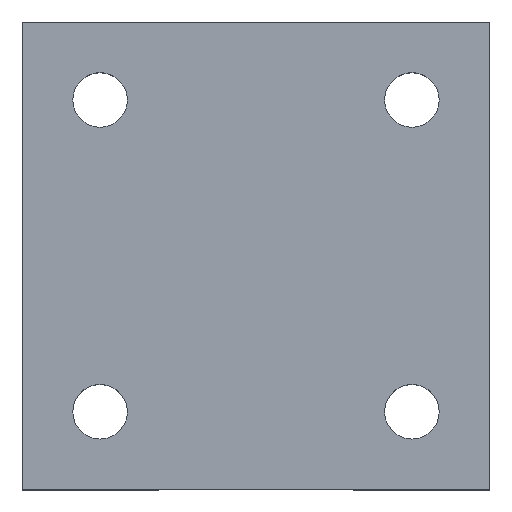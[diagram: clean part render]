
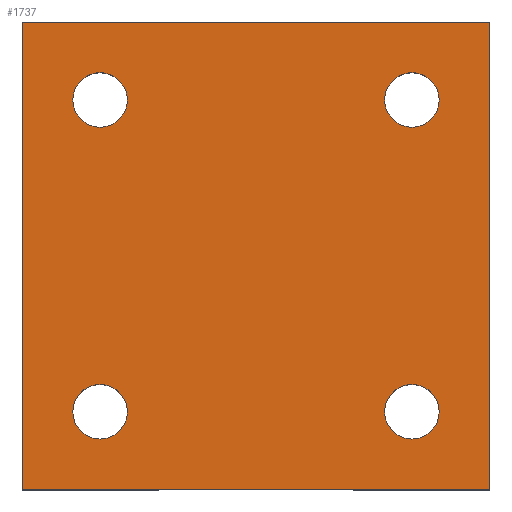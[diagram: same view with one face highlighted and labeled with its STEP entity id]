
A CAD part, top view. The second image highlights one B-rep face of the part: STEP entity #1737.
In plain terms, the highlighted planar face has unit normal (0, 0, 1).
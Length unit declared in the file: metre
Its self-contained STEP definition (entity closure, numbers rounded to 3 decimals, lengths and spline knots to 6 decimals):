
#133=CIRCLE('',#1867,0.00175);
#134=CIRCLE('',#1868,0.00175);
#135=CIRCLE('',#1869,0.00175);
#136=CIRCLE('',#1870,0.00175);
#265=ORIENTED_EDGE('',*,*,#759,.T.);
#266=ORIENTED_EDGE('',*,*,#760,.T.);
#267=ORIENTED_EDGE('',*,*,#761,.T.);
#268=ORIENTED_EDGE('',*,*,#762,.T.);
#269=ORIENTED_EDGE('',*,*,#737,.F.);
#270=ORIENTED_EDGE('',*,*,#754,.T.);
#271=ORIENTED_EDGE('',*,*,#757,.T.);
#272=ORIENTED_EDGE('',*,*,#758,.F.);
#737=EDGE_CURVE('',#990,#991,#1138,.T.);
#754=EDGE_CURVE('',#990,#1001,#1149,.T.);
#757=EDGE_CURVE('',#1001,#1002,#1151,.T.);
#758=EDGE_CURVE('',#991,#1002,#1152,.T.);
#759=EDGE_CURVE('',#1003,#1003,#133,.F.);
#760=EDGE_CURVE('',#1004,#1004,#134,.F.);
#761=EDGE_CURVE('',#1005,#1005,#135,.F.);
#762=EDGE_CURVE('',#1006,#1006,#136,.F.);
#990=VERTEX_POINT('',#2523);
#991=VERTEX_POINT('',#2525);
#1001=VERTEX_POINT('',#2556);
#1002=VERTEX_POINT('',#2561);
#1003=VERTEX_POINT('',#2567);
#1004=VERTEX_POINT('',#2569);
#1005=VERTEX_POINT('',#2571);
#1006=VERTEX_POINT('',#2573);
#1138=LINE('',#2524,#1298);
#1149=LINE('',#2557,#1309);
#1151=LINE('',#2562,#1311);
#1152=LINE('',#2564,#1312);
#1298=VECTOR('',#2021,1.);
#1309=VECTOR('',#2054,1.);
#1311=VECTOR('',#2060,1.);
#1312=VECTOR('',#2063,1.);
#1429=EDGE_LOOP('',(#265));
#1430=EDGE_LOOP('',(#266));
#1431=EDGE_LOOP('',(#267));
#1432=EDGE_LOOP('',(#268));
#1433=EDGE_LOOP('',(#269,#270,#271,#272));
#1561=FACE_BOUND('',#1429,.T.);
#1562=FACE_BOUND('',#1430,.T.);
#1563=FACE_BOUND('',#1431,.T.);
#1564=FACE_BOUND('',#1432,.T.);
#1565=FACE_BOUND('',#1433,.T.);
#1679=PLANE('',#1866);
#1737=ADVANCED_FACE('',(#1561,#1562,#1563,#1564,#1565),#1679,.T.);
#1866=AXIS2_PLACEMENT_3D('',#2565,#2064,#2065);
#1867=AXIS2_PLACEMENT_3D('',#2566,#2066,#2067);
#1868=AXIS2_PLACEMENT_3D('',#2568,#2068,#2069);
#1869=AXIS2_PLACEMENT_3D('',#2570,#2070,#2071);
#1870=AXIS2_PLACEMENT_3D('',#2572,#2072,#2073);
#2021=DIRECTION('',(-1.,0.,0.));
#2054=DIRECTION('',(0.,1.,0.));
#2060=DIRECTION('',(-1.,0.,0.));
#2063=DIRECTION('',(0.,1.,0.));
#2064=DIRECTION('',(0.,0.,1.));
#2065=DIRECTION('',(1.,0.,0.));
#2066=DIRECTION('',(0.,0.,1.));
#2067=DIRECTION('',(1.,0.,0.));
#2068=DIRECTION('',(0.,0.,1.));
#2069=DIRECTION('',(1.,0.,0.));
#2070=DIRECTION('',(0.,0.,1.));
#2071=DIRECTION('',(1.,0.,0.));
#2072=DIRECTION('',(0.,0.,1.));
#2073=DIRECTION('',(1.,0.,0.));
#2523=CARTESIAN_POINT('',(0.015,-0.015,0.016));
#2524=CARTESIAN_POINT('',(-0.0085,-0.015,0.016));
#2525=CARTESIAN_POINT('',(-0.015,-0.015,0.016));
#2556=CARTESIAN_POINT('',(0.015,0.015,0.016));
#2557=CARTESIAN_POINT('',(0.015,0.,0.016));
#2561=CARTESIAN_POINT('',(-0.015,0.015,0.016));
#2562=CARTESIAN_POINT('',(0.,0.015,0.016));
#2564=CARTESIAN_POINT('',(-0.015,0.,0.016));
#2565=CARTESIAN_POINT('',(0.,0.,0.016));
#2566=CARTESIAN_POINT('',(-0.01,0.01,0.016));
#2567=CARTESIAN_POINT('',(-0.00825,0.01,0.016));
#2568=CARTESIAN_POINT('',(-0.01,-0.01,0.016));
#2569=CARTESIAN_POINT('',(-0.00825,-0.01,0.016));
#2570=CARTESIAN_POINT('',(0.01,-0.01,0.016));
#2571=CARTESIAN_POINT('',(0.01175,-0.01,0.016));
#2572=CARTESIAN_POINT('',(0.01,0.01,0.016));
#2573=CARTESIAN_POINT('',(0.01175,0.01,0.016));
